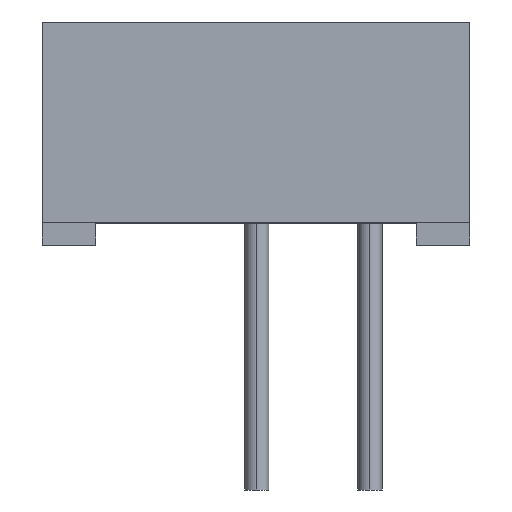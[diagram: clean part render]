
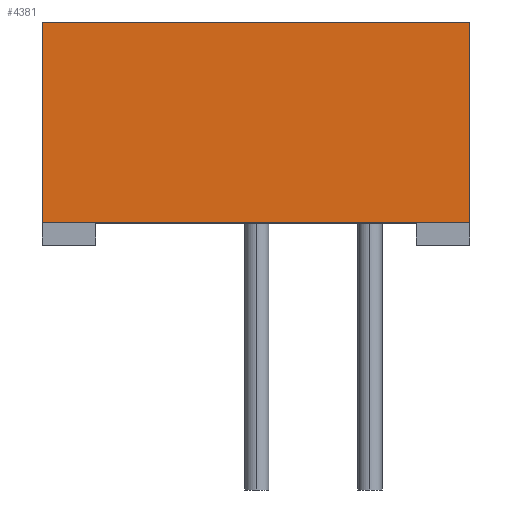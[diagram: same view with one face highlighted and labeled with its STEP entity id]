
A CAD part, left-side view. The second image highlights one B-rep face of the part: STEP entity #4381.
In plain terms, the highlighted planar face has unit normal (1, 0, 0).
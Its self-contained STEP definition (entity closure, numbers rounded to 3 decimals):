
#407 = VERTEX_POINT ( 'NONE', #1853 ) ;
#409 = EDGE_CURVE ( 'NONE', #407, #462, #1947, .T. ) ;
#462 = VERTEX_POINT ( 'NONE', #1955 ) ;
#1853 = CARTESIAN_POINT ( 'NONE',  ( -4.8, 4.8, 0. ) ) ;
#1944 = DIRECTION ( 'NONE',  ( 0., -1., 0. ) ) ;
#1945 = VECTOR ( 'NONE', #1944, 1000. ) ;
#1946 = CARTESIAN_POINT ( 'NONE',  ( -4.8, -4.8, 0. ) ) ;
#1947 = LINE ( 'NONE', #1946, #1945 ) ;
#1955 = CARTESIAN_POINT ( 'NONE',  ( -4.8, -4.8, 0. ) ) ;
#4372 = VERTEX_POINT ( 'NONE', #6772 ) ;
#4378 = EDGE_LOOP ( 'NONE', ( #4379, #5272, #5551, #5554 ) ) ;
#4379 = ORIENTED_EDGE ( 'NONE', *, *, #4380, .F. ) ;
#4380 = EDGE_CURVE ( 'NONE', #4372, #407, #6670, .T. ) ;
#4381 = ADVANCED_FACE ( 'NONE', ( #6666 ), #6665, .F. ) ;
#5272 = ORIENTED_EDGE ( 'NONE', *, *, #5273, .F. ) ;
#5273 = EDGE_CURVE ( 'NONE', #5275, #4372, #6940, .T. ) ;
#5275 = VERTEX_POINT ( 'NONE', #6936 ) ;
#5551 = ORIENTED_EDGE ( 'NONE', *, *, #5553, .F. ) ;
#5553 = EDGE_CURVE ( 'NONE', #462, #5275, #7531, .T. ) ;
#5554 = ORIENTED_EDGE ( 'NONE', *, *, #409, .F. ) ;
#6661 = DIRECTION ( 'NONE',  ( 0., 0., 1. ) ) ;
#6662 = DIRECTION ( 'NONE',  ( -1., 0., 0. ) ) ;
#6663 = CARTESIAN_POINT ( 'NONE',  ( -4.8, -4.8, 0. ) ) ;
#6664 = AXIS2_PLACEMENT_3D ( 'NONE', #6663, #6662, #6661 ) ;
#6665 = PLANE ( 'NONE',  #6664 ) ;
#6666 = FACE_OUTER_BOUND ( 'NONE', #4378, .T. ) ;
#6667 = DIRECTION ( 'NONE',  ( 0., 0., -1. ) ) ;
#6668 = VECTOR ( 'NONE', #6667, 1000. ) ;
#6669 = CARTESIAN_POINT ( 'NONE',  ( -4.8, 4.8, 0. ) ) ;
#6670 = LINE ( 'NONE', #6669, #6668 ) ;
#6772 = CARTESIAN_POINT ( 'NONE',  ( -4.8, 4.8, 4.5 ) ) ;
#6936 = CARTESIAN_POINT ( 'NONE',  ( -4.8, -4.8, 4.5 ) ) ;
#6937 = DIRECTION ( 'NONE',  ( 0., 1., 0. ) ) ;
#6938 = VECTOR ( 'NONE', #6937, 1000. ) ;
#6939 = CARTESIAN_POINT ( 'NONE',  ( -4.8, -4.8, 4.5 ) ) ;
#6940 = LINE ( 'NONE', #6939, #6938 ) ;
#7434 = DIRECTION ( 'NONE',  ( 0., 0., 1. ) ) ;
#7529 = VECTOR ( 'NONE', #7434, 1000. ) ;
#7530 = CARTESIAN_POINT ( 'NONE',  ( -4.8, -4.8, 0. ) ) ;
#7531 = LINE ( 'NONE', #7530, #7529 ) ;
